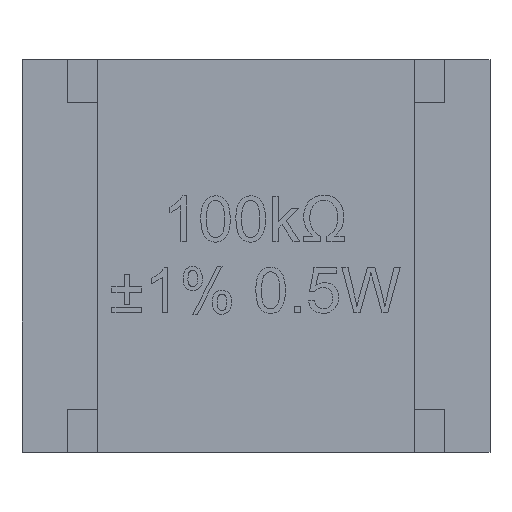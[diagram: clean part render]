
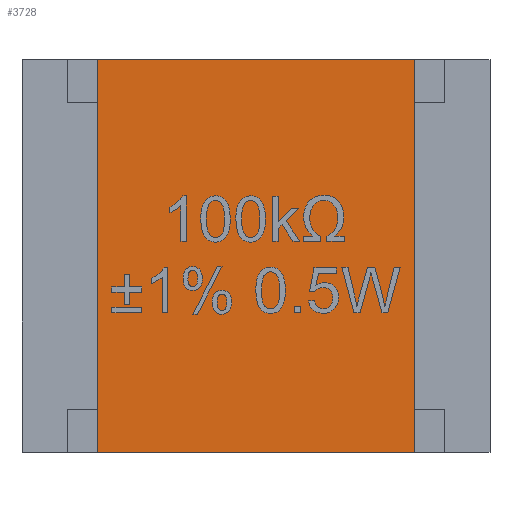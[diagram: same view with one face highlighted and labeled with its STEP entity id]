
A CAD part, top view. The second image highlights one B-rep face of the part: STEP entity #3728.
In plain terms, the highlighted planar face has unit normal (0, 0, 1).
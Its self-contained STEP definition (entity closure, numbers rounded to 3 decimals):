
#323=FACE_OUTER_BOUND('',#536,.T.);
#536=EDGE_LOOP('',(#2639,#2640,#2641,#2642));
#814=LINE('',#4999,#1217);
#818=LINE('',#5007,#1221);
#821=LINE('',#5013,#1224);
#824=LINE('',#5018,#1227);
#1217=VECTOR('',#4277,10.);
#1221=VECTOR('',#4283,10.);
#1224=VECTOR('',#4288,10.);
#1227=VECTOR('',#4293,10.);
#1592=VERTEX_POINT('',#4997);
#1593=VERTEX_POINT('',#4998);
#1596=VERTEX_POINT('',#5006);
#1598=VERTEX_POINT('',#5012);
#1986=EDGE_CURVE('',#1592,#1593,#814,.T.);
#1990=EDGE_CURVE('',#1593,#1596,#818,.T.);
#1993=EDGE_CURVE('',#1596,#1598,#821,.T.);
#1996=EDGE_CURVE('',#1598,#1592,#824,.T.);
#2639=ORIENTED_EDGE('',*,*,#1993,.F.);
#2640=ORIENTED_EDGE('',*,*,#1990,.F.);
#2641=ORIENTED_EDGE('',*,*,#1986,.F.);
#2642=ORIENTED_EDGE('',*,*,#1996,.F.);
#3588=PLANE('',#4008);
#3728=ADVANCED_FACE('',(#323),#3588,.T.);
#4008=AXIS2_PLACEMENT_3D('',#5021,#4297,#4298);
#4277=DIRECTION('',(0.,1.,0.));
#4283=DIRECTION('',(1.,0.,0.));
#4288=DIRECTION('',(0.,-1.,0.));
#4293=DIRECTION('',(-1.,0.,0.));
#4297=DIRECTION('center_axis',(0.,0.,1.));
#4298=DIRECTION('ref_axis',(1.,0.,0.));
#4997=CARTESIAN_POINT('',(0.3,2.025,0.1));
#4998=CARTESIAN_POINT('',(0.3,4.125,0.1));
#4999=CARTESIAN_POINT('',(0.3,3.6,0.1));
#5006=CARTESIAN_POINT('',(2.9,4.125,0.1));
#5007=CARTESIAN_POINT('',(2.25,4.125,0.1));
#5012=CARTESIAN_POINT('',(2.9,2.025,0.1));
#5013=CARTESIAN_POINT('',(2.9,2.55,0.1));
#5018=CARTESIAN_POINT('',(0.95,2.025,0.1));
#5021=CARTESIAN_POINT('Origin',(1.6,3.075,0.1));
